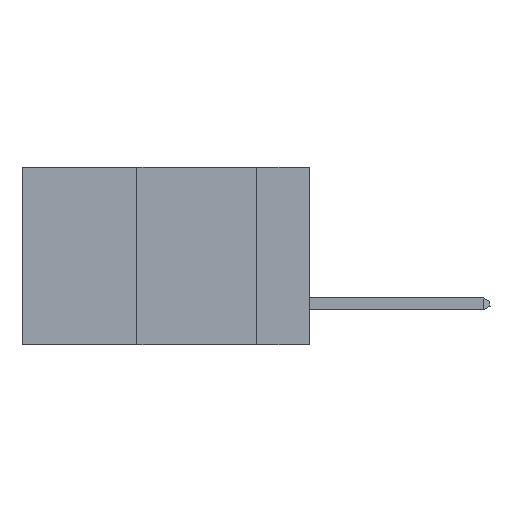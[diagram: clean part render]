
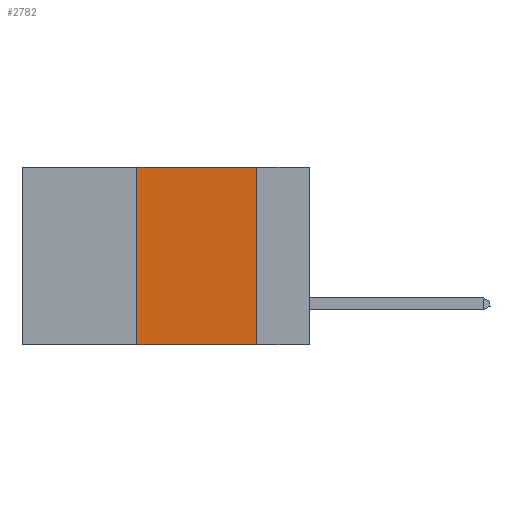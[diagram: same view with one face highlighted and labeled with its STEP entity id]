
A CAD part, left-side view. The second image highlights one B-rep face of the part: STEP entity #2782.
In plain terms, the highlighted planar face has unit normal (-1, 0, 0).
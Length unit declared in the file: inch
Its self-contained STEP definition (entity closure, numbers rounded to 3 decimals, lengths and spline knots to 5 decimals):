
#7 = VECTOR ( 'NONE', #9464, 39.37008 ) ;
#144 = ORIENTED_EDGE ( 'NONE', *, *, #1040, .F. ) ;
#213 = VECTOR ( 'NONE', #5275, 39.37008 ) ;
#233 = LINE ( 'NONE', #1418, #7 ) ;
#346 = VECTOR ( 'NONE', #9246, 39.37008 ) ;
#1040 = EDGE_CURVE ( 'NONE', #8625, #2865, #233, .T. ) ;
#1158 = CARTESIAN_POINT ( 'NONE',  ( 0., 0.6, 0. ) ) ;
#1289 = EDGE_CURVE ( 'NONE', #4033, #5403, #4803, .T. ) ;
#1418 = CARTESIAN_POINT ( 'NONE',  ( 0., 0.11, 0. ) ) ;
#1462 = EDGE_CURVE ( 'NONE', #4033, #2865, #6680, .T. ) ;
#1790 = AXIS2_PLACEMENT_3D ( 'NONE', #1158, #3413, #9292 ) ;
#2628 = PLANE ( 'NONE',  #1790 ) ;
#2782 = ADVANCED_FACE ( 'NONE', ( #9312 ), #2628, .F. ) ;
#2823 = LINE ( 'NONE', #3117, #213 ) ;
#2865 = VERTEX_POINT ( 'NONE', #4947 ) ;
#3117 = CARTESIAN_POINT ( 'NONE',  ( 0., 0.6, 0. ) ) ;
#3413 = DIRECTION ( 'NONE',  ( 1., 0., 0. ) ) ;
#4033 = VERTEX_POINT ( 'NONE', #5037 ) ;
#4429 = DIRECTION ( 'NONE',  ( 0., 0., 1. ) ) ;
#4640 = ORIENTED_EDGE ( 'NONE', *, *, #1289, .F. ) ;
#4803 = LINE ( 'NONE', #7478, #9073 ) ;
#4947 = CARTESIAN_POINT ( 'NONE',  ( 0., 0.11, -0.37 ) ) ;
#5037 = CARTESIAN_POINT ( 'NONE',  ( 0., 0.36, -0.37 ) ) ;
#5275 = DIRECTION ( 'NONE',  ( 0., -1., 0. ) ) ;
#5369 = ORIENTED_EDGE ( 'NONE', *, *, #1462, .T. ) ;
#5403 = VERTEX_POINT ( 'NONE', #7362 ) ;
#5984 = ORIENTED_EDGE ( 'NONE', *, *, #6225, .F. ) ;
#6225 = EDGE_CURVE ( 'NONE', #5403, #8625, #2823, .T. ) ;
#6466 = EDGE_LOOP ( 'NONE', ( #144, #5984, #4640, #5369 ) ) ;
#6669 = CARTESIAN_POINT ( 'NONE',  ( 0., 0.11, 0. ) ) ;
#6680 = LINE ( 'NONE', #7733, #346 ) ;
#7362 = CARTESIAN_POINT ( 'NONE',  ( 0., 0.36, 0. ) ) ;
#7478 = CARTESIAN_POINT ( 'NONE',  ( 0., 0.36, 0. ) ) ;
#7733 = CARTESIAN_POINT ( 'NONE',  ( 0., 0.6, -0.37 ) ) ;
#8625 = VERTEX_POINT ( 'NONE', #6669 ) ;
#9073 = VECTOR ( 'NONE', #4429, 39.37008 ) ;
#9246 = DIRECTION ( 'NONE',  ( 0., -1., 0. ) ) ;
#9292 = DIRECTION ( 'NONE',  ( 0., 0., -1. ) ) ;
#9312 = FACE_OUTER_BOUND ( 'NONE', #6466, .T. ) ;
#9464 = DIRECTION ( 'NONE',  ( 0., 0., -1. ) ) ;
